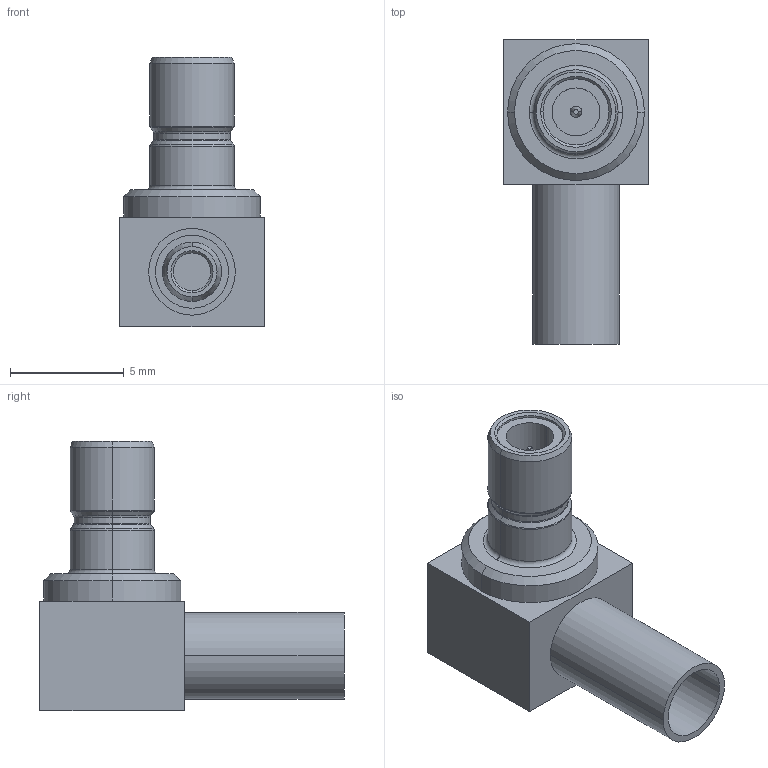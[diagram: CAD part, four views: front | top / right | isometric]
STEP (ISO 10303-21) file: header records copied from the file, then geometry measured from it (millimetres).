
FILE_DESCRIPTION (( 'STEP AP214' ), '1' );
FILE_NAME ('J01160A0531.STEP', '2018-11-21T09:29:12', ( '' ), ( '' ), 'SwSTEP 2.0', 'SolidWorks 2017', '' );
FILE_SCHEMA (( 'AUTOMOTIVE_DESIGN' ));
Length unit declared in the file: millimetre
Products named in the file (1): J01160A0531
Bounding box: 6.35 x 13.35 x 11.8 mm (x, y, z)
Volume: 332.1 mm3; surface area: 444 mm2
Topology: 1 solids, 1 shells, 70 faces, 140 edges, 82 vertices
Faces by surface type: cylinder 22, cone 20, plane 16, torus 12
Entity records: 2589 total; most frequent: DIRECTION 368, CARTESIAN_POINT 293, ORIENTED_EDGE 280, AXIS2_PLACEMENT_3D 157, EDGE_CURVE 140, CIRCLE 86, VERTEX_POINT 82, EDGE_LOOP 80
